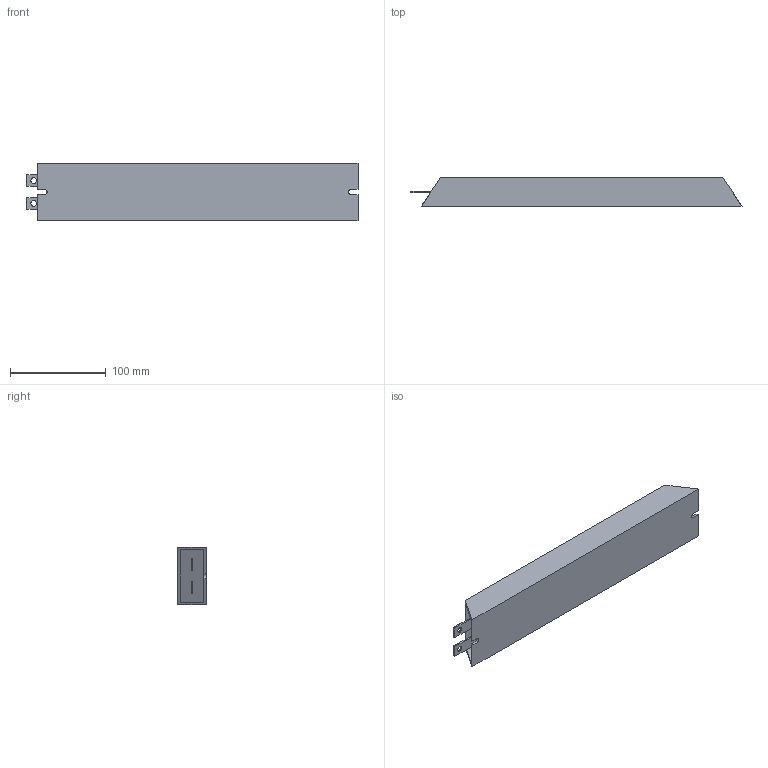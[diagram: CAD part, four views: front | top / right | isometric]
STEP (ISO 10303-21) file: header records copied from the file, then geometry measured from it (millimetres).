
FILE_DESCRIPTION (( 'STEP AP214' ), '1' );
FILE_NAME ('VFD-BR-A6-PD-3D00-BR500W100.STEP', '2021-08-18T20:09:30', ( '' ), ( '' ), 'SwSTEP 2.0', 'SolidWorks 2017', '' );
FILE_SCHEMA (( 'AUTOMOTIVE_DESIGN' ));
Length unit declared in the file: inch
Products named in the file (1): VFD-BR-A6-PD-3D00-BR500W100
Bounding box: 346.83 x 30 x 60 mm (x, y, z)
Volume: 518989.1 mm3; surface area: 68640.9 mm2
Topology: 3 solids, 3 shells, 42 faces, 108 edges, 72 vertices
Faces by surface type: plane 32, cylinder 10
Entity records: 1342 total; most frequent: CARTESIAN_POINT 223, ORIENTED_EDGE 216, DIRECTION 214, EDGE_CURVE 108, VECTOR 88, LINE 88, VERTEX_POINT 72, AXIS2_PLACEMENT_3D 63
